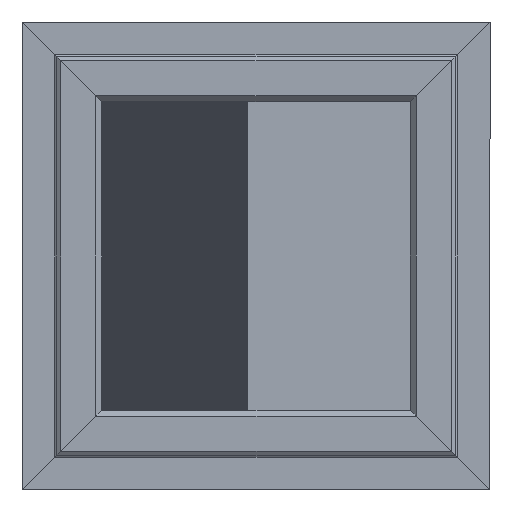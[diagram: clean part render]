
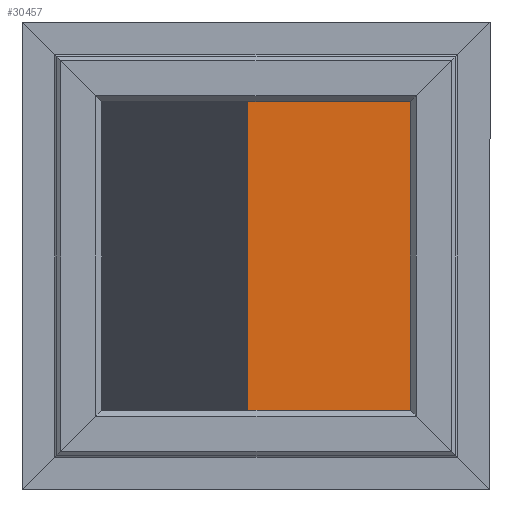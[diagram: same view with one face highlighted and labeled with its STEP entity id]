
A CAD part, front view. The second image highlights one B-rep face of the part: STEP entity #30457.
In plain terms, the highlighted face is planar.
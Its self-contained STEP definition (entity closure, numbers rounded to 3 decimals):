
#2345=CIRCLE('',#35222,15.);
#7046=FACE_OUTER_BOUND('',#10589,.T.);
#10589=EDGE_LOOP('',(#26830,#26831,#26832,#26833,#26834,#26835,#26836));
#11946=LINE('',#54498,#13321);
#11950=LINE('',#54506,#13325);
#11953=LINE('',#54512,#13328);
#11957=LINE('',#54524,#13332);
#11960=LINE('',#54530,#13335);
#11963=LINE('',#54535,#13338);
#13321=VECTOR('',#45964,10.);
#13325=VECTOR('',#45970,10.);
#13328=VECTOR('',#45975,10.);
#13332=VECTOR('',#45987,10.);
#13335=VECTOR('',#45992,10.);
#13338=VECTOR('',#45997,10.);
#15780=VERTEX_POINT('',#54496);
#15781=VERTEX_POINT('',#54497);
#15784=VERTEX_POINT('',#54505);
#15786=VERTEX_POINT('',#54511);
#15788=VERTEX_POINT('',#54517);
#15790=VERTEX_POINT('',#54523);
#15792=VERTEX_POINT('',#54529);
#19454=EDGE_CURVE('',#15780,#15781,#11946,.T.);
#19458=EDGE_CURVE('',#15784,#15780,#11950,.T.);
#19461=EDGE_CURVE('',#15786,#15784,#11953,.T.);
#19464=EDGE_CURVE('',#15788,#15786,#2345,.T.);
#19467=EDGE_CURVE('',#15790,#15788,#11957,.T.);
#19470=EDGE_CURVE('',#15792,#15790,#11960,.T.);
#19473=EDGE_CURVE('',#15781,#15792,#11963,.T.);
#26830=ORIENTED_EDGE('',*,*,#19473,.F.);
#26831=ORIENTED_EDGE('',*,*,#19454,.F.);
#26832=ORIENTED_EDGE('',*,*,#19458,.F.);
#26833=ORIENTED_EDGE('',*,*,#19461,.F.);
#26834=ORIENTED_EDGE('',*,*,#19464,.F.);
#26835=ORIENTED_EDGE('',*,*,#19467,.F.);
#26836=ORIENTED_EDGE('',*,*,#19470,.F.);
#28070=PLANE('',#35228);
#30457=ADVANCED_FACE('',(#7046),#28070,.F.);
#35222=AXIS2_PLACEMENT_3D('',#54518,#45980,#45981);
#35228=AXIS2_PLACEMENT_3D('',#54538,#46001,#46002);
#45964=DIRECTION('',(-1.,0.,0.));
#45970=DIRECTION('',(0.,1.,0.));
#45975=DIRECTION('',(1.,0.,0.));
#45980=DIRECTION('center_axis',(0.,0.,-1.));
#45981=DIRECTION('ref_axis',(0.,-1.,0.));
#45987=DIRECTION('',(0.,1.,0.));
#45992=DIRECTION('',(1.,0.,0.));
#45997=DIRECTION('',(0.,-1.,0.));
#46001=DIRECTION('center_axis',(0.,0.,1.));
#46002=DIRECTION('ref_axis',(1.,0.,0.));
#54496=CARTESIAN_POINT('',(5.1,71.5,0.));
#54497=CARTESIAN_POINT('',(-57.9,71.5,0.));
#54498=CARTESIAN_POINT('',(5.1,71.5,0.));
#54505=CARTESIAN_POINT('',(5.1,34.5,0.));
#54506=CARTESIAN_POINT('',(5.1,8.5,0.));
#54511=CARTESIAN_POINT('',(-32.9,34.5,0.));
#54512=CARTESIAN_POINT('',(-32.9,34.5,0.));
#54517=CARTESIAN_POINT('',(-47.9,19.5,0.));
#54518=CARTESIAN_POINT('Origin',(-32.9,19.5,0.));
#54523=CARTESIAN_POINT('',(-47.9,8.5,0.));
#54524=CARTESIAN_POINT('',(-47.9,8.5,0.));
#54529=CARTESIAN_POINT('',(-57.9,8.5,0.));
#54530=CARTESIAN_POINT('',(-57.9,8.5,0.));
#54535=CARTESIAN_POINT('',(-57.9,71.5,0.));
#54538=CARTESIAN_POINT('Origin',(-26.4,40.,0.));
